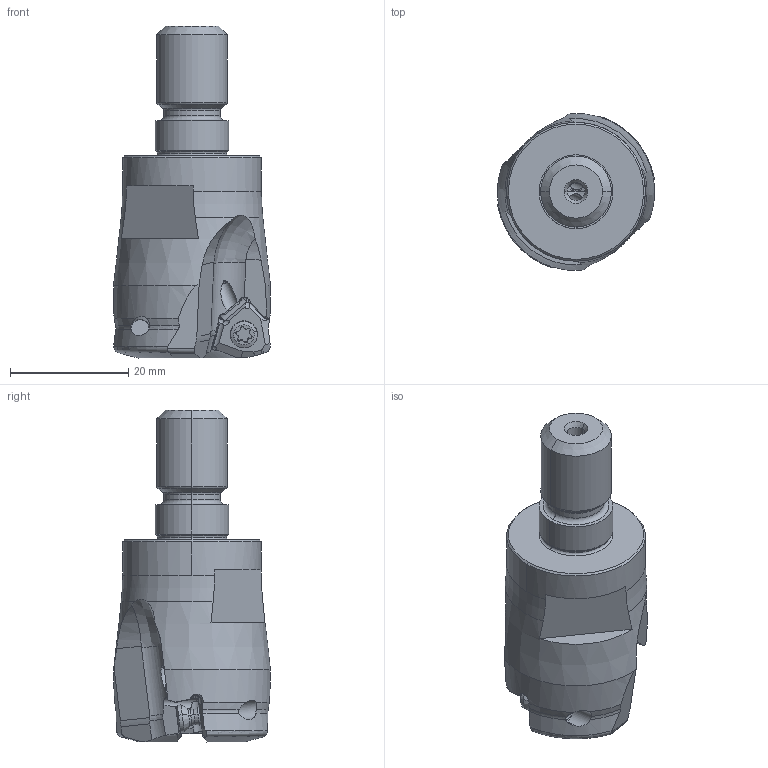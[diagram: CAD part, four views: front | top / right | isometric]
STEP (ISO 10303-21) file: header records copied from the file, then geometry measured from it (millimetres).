
FILE_DESCRIPTION(/* description */ (''),/* implementation_level */ '2;1');
FILE_NAME(/* name */ 'WJX09UR1802AM1235.stp',/* time_stamp */ '2020-10-29T16:34:49+09:00',/* author */ (''),/* organization */ (''),/* preprocessor_version */ 'ST-DEVELOPER v16',/* originating_system */ 'SIEMENS PLM Software NX 10.0',/* authorisation */ '');
FILE_SCHEMA (('AUTOMOTIVE_DESIGN { 1 0 10303 214 3 1 1 1 }'));
Length unit declared in the file: millimetre
Products named in the file (1): WJX09UR1802AM1235_ASM
Bounding box: 26.57 x 26.57 x 56.2 mm (x, y, z)
Volume: 15385.4 mm3; surface area: 5383 mm2
Topology: 3 solids, 3 shells, 286 faces, 827 edges, 543 vertices
Faces by surface type: cylinder 112, plane 76, cone 38, torus 30, sphere 16, bspline 14
Entity records: 12213 total; most frequent: CARTESIAN_POINT 4762, ORIENTED_EDGE 1634, DIRECTION 1498, EDGE_CURVE 817, AXIS2_PLACEMENT_3D 638, VERTEX_POINT 538, EDGE_LOOP 295, ADVANCED_FACE 286
